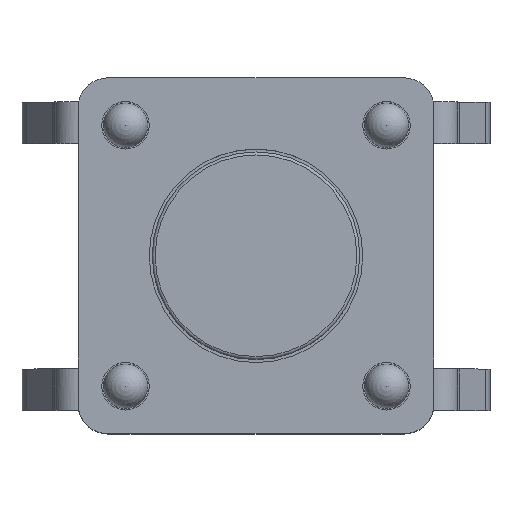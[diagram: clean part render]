
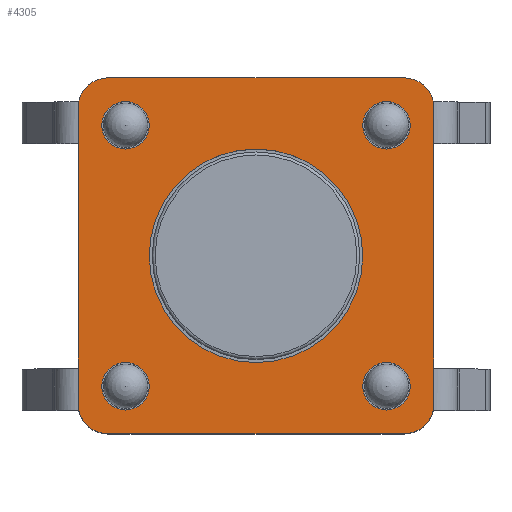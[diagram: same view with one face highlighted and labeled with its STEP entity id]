
A CAD part, top view. The second image highlights one B-rep face of the part: STEP entity #4305.
In plain terms, the highlighted planar face has unit normal (0, 0, 1).
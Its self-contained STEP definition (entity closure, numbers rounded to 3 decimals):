
#3706 = VERTEX_POINT('',#3707);
#3707 = CARTESIAN_POINT('',(-2.5,-3.,3.65));
#3713 = EDGE_CURVE('',#3706,#3714,#3716,.T.);
#3714 = VERTEX_POINT('',#3715);
#3715 = CARTESIAN_POINT('',(-3.,-2.5,3.65));
#3716 = CIRCLE('',#3717,0.5);
#3717 = AXIS2_PLACEMENT_3D('',#3718,#3719,#3720);
#3718 = CARTESIAN_POINT('',(-2.5,-2.5,3.65));
#3719 = DIRECTION('',(0.,0.,-1.));
#3720 = DIRECTION('',(-0.707,-0.707,-0.));
#3737 = VERTEX_POINT('',#3738);
#3738 = CARTESIAN_POINT('',(2.5,-3.,3.65));
#3744 = EDGE_CURVE('',#3737,#3706,#3745,.T.);
#3745 = LINE('',#3746,#3747);
#3746 = CARTESIAN_POINT('',(2.5,-3.,3.65));
#3747 = VECTOR('',#3748,1.);
#3748 = DIRECTION('',(-1.,0.,0.));
#3803 = VERTEX_POINT('',#3804);
#3804 = CARTESIAN_POINT('',(3.,-2.5,3.65));
#3810 = EDGE_CURVE('',#3803,#3737,#3811,.T.);
#3811 = CIRCLE('',#3812,0.5);
#3812 = AXIS2_PLACEMENT_3D('',#3813,#3814,#3815);
#3813 = CARTESIAN_POINT('',(2.5,-2.5,3.65));
#3814 = DIRECTION('',(0.,0.,-1.));
#3815 = DIRECTION('',(0.707,-0.707,0.));
#3835 = VERTEX_POINT('',#3836);
#3836 = CARTESIAN_POINT('',(3.,2.5,3.65));
#3842 = EDGE_CURVE('',#3835,#3803,#3843,.T.);
#3843 = LINE('',#3844,#3845);
#3844 = CARTESIAN_POINT('',(3.,2.5,3.65));
#3845 = VECTOR('',#3846,1.);
#3846 = DIRECTION('',(0.,-1.,0.));
#3872 = VERTEX_POINT('',#3873);
#3873 = CARTESIAN_POINT('',(2.5,3.,3.65));
#3879 = EDGE_CURVE('',#3872,#3835,#3880,.T.);
#3880 = CIRCLE('',#3881,0.5);
#3881 = AXIS2_PLACEMENT_3D('',#3882,#3883,#3884);
#3882 = CARTESIAN_POINT('',(2.5,2.5,3.65));
#3883 = DIRECTION('',(0.,0.,-1.));
#3884 = DIRECTION('',(0.707,0.707,0.));
#4154 = EDGE_CURVE('',#3714,#4155,#4157,.T.);
#4155 = VERTEX_POINT('',#4156);
#4156 = CARTESIAN_POINT('',(-3.,2.5,3.65));
#4157 = LINE('',#4158,#4159);
#4158 = CARTESIAN_POINT('',(-3.,-2.5,3.65));
#4159 = VECTOR('',#4160,1.);
#4160 = DIRECTION('',(0.,1.,0.));
#4180 = VERTEX_POINT('',#4181);
#4181 = CARTESIAN_POINT('',(-2.5,3.,3.65));
#4187 = EDGE_CURVE('',#4180,#3872,#4188,.T.);
#4188 = LINE('',#4189,#4190);
#4189 = CARTESIAN_POINT('',(-2.5,3.,3.65));
#4190 = VECTOR('',#4191,1.);
#4191 = DIRECTION('',(1.,0.,0.));
#4234 = EDGE_CURVE('',#4155,#4180,#4235,.T.);
#4235 = CIRCLE('',#4236,0.5);
#4236 = AXIS2_PLACEMENT_3D('',#4237,#4238,#4239);
#4237 = CARTESIAN_POINT('',(-2.5,2.5,3.65));
#4238 = DIRECTION('',(0.,0.,-1.));
#4239 = DIRECTION('',(-0.707,0.707,0.));
#4305 = ADVANCED_FACE('',(#4306,#4316,#4327,#4338,#4349,#4360),#4371,.T.
  );
#4306 = FACE_BOUND('',#4307,.T.);
#4307 = EDGE_LOOP('',(#4308,#4309,#4310,#4311,#4312,#4313,#4314,#4315));
#4308 = ORIENTED_EDGE('',*,*,#3713,.F.);
#4309 = ORIENTED_EDGE('',*,*,#3744,.F.);
#4310 = ORIENTED_EDGE('',*,*,#3810,.F.);
#4311 = ORIENTED_EDGE('',*,*,#3842,.F.);
#4312 = ORIENTED_EDGE('',*,*,#3879,.F.);
#4313 = ORIENTED_EDGE('',*,*,#4187,.F.);
#4314 = ORIENTED_EDGE('',*,*,#4234,.F.);
#4315 = ORIENTED_EDGE('',*,*,#4154,.F.);
#4316 = FACE_BOUND('',#4317,.T.);
#4317 = EDGE_LOOP('',(#4318));
#4318 = ORIENTED_EDGE('',*,*,#4319,.T.);
#4319 = EDGE_CURVE('',#4320,#4320,#4322,.T.);
#4320 = VERTEX_POINT('',#4321);
#4321 = CARTESIAN_POINT('',(1.8,0.,3.65));
#4322 = CIRCLE('',#4323,1.8);
#4323 = AXIS2_PLACEMENT_3D('',#4324,#4325,#4326);
#4324 = CARTESIAN_POINT('',(0.,0.,3.65));
#4325 = DIRECTION('',(0.,0.,-1.));
#4326 = DIRECTION('',(-1.,0.,0.));
#4327 = FACE_BOUND('',#4328,.T.);
#4328 = EDGE_LOOP('',(#4329));
#4329 = ORIENTED_EDGE('',*,*,#4330,.T.);
#4330 = EDGE_CURVE('',#4331,#4331,#4333,.T.);
#4331 = VERTEX_POINT('',#4332);
#4332 = CARTESIAN_POINT('',(2.6,-2.2,3.65));
#4333 = CIRCLE('',#4334,0.4);
#4334 = AXIS2_PLACEMENT_3D('',#4335,#4336,#4337);
#4335 = CARTESIAN_POINT('',(2.2,-2.2,3.65));
#4336 = DIRECTION('',(0.,0.,-1.));
#4337 = DIRECTION('',(-1.,0.,0.));
#4338 = FACE_BOUND('',#4339,.T.);
#4339 = EDGE_LOOP('',(#4340));
#4340 = ORIENTED_EDGE('',*,*,#4341,.T.);
#4341 = EDGE_CURVE('',#4342,#4342,#4344,.T.);
#4342 = VERTEX_POINT('',#4343);
#4343 = CARTESIAN_POINT('',(-1.8,-2.2,3.65));
#4344 = CIRCLE('',#4345,0.4);
#4345 = AXIS2_PLACEMENT_3D('',#4346,#4347,#4348);
#4346 = CARTESIAN_POINT('',(-2.2,-2.2,3.65));
#4347 = DIRECTION('',(0.,0.,-1.));
#4348 = DIRECTION('',(-1.,0.,0.));
#4349 = FACE_BOUND('',#4350,.T.);
#4350 = EDGE_LOOP('',(#4351));
#4351 = ORIENTED_EDGE('',*,*,#4352,.T.);
#4352 = EDGE_CURVE('',#4353,#4353,#4355,.T.);
#4353 = VERTEX_POINT('',#4354);
#4354 = CARTESIAN_POINT('',(2.6,2.2,3.65));
#4355 = CIRCLE('',#4356,0.4);
#4356 = AXIS2_PLACEMENT_3D('',#4357,#4358,#4359);
#4357 = CARTESIAN_POINT('',(2.2,2.2,3.65));
#4358 = DIRECTION('',(0.,0.,-1.));
#4359 = DIRECTION('',(-1.,0.,0.));
#4360 = FACE_BOUND('',#4361,.T.);
#4361 = EDGE_LOOP('',(#4362));
#4362 = ORIENTED_EDGE('',*,*,#4363,.T.);
#4363 = EDGE_CURVE('',#4364,#4364,#4366,.T.);
#4364 = VERTEX_POINT('',#4365);
#4365 = CARTESIAN_POINT('',(-1.8,2.2,3.65));
#4366 = CIRCLE('',#4367,0.4);
#4367 = AXIS2_PLACEMENT_3D('',#4368,#4369,#4370);
#4368 = CARTESIAN_POINT('',(-2.2,2.2,3.65));
#4369 = DIRECTION('',(0.,0.,-1.));
#4370 = DIRECTION('',(-1.,0.,0.));
#4371 = PLANE('',#4372);
#4372 = AXIS2_PLACEMENT_3D('',#4373,#4374,#4375);
#4373 = CARTESIAN_POINT('',(-3.3,-3.3,3.65));
#4374 = DIRECTION('',(0.,0.,1.));
#4375 = DIRECTION('',(1.,0.,0.));
